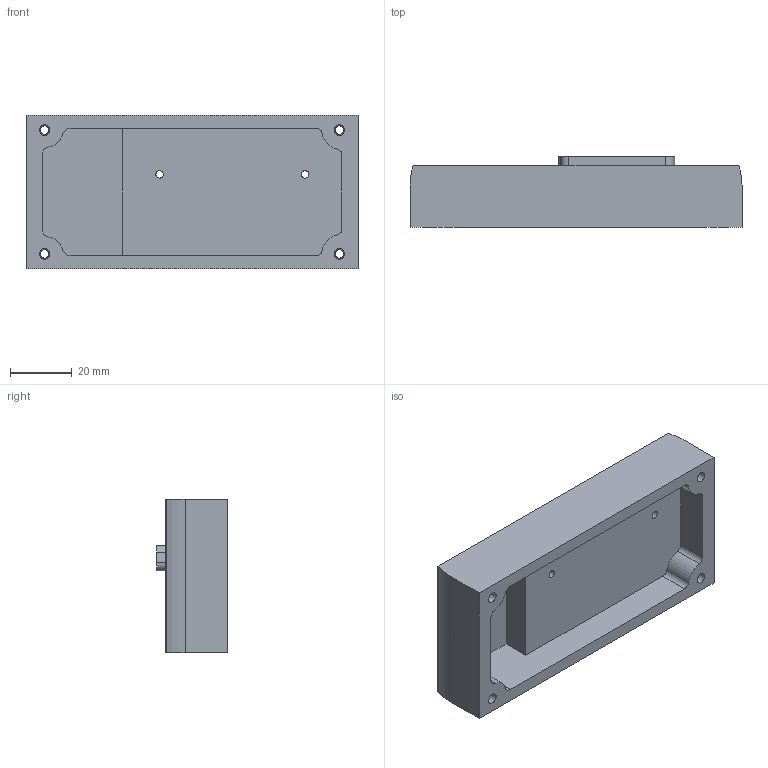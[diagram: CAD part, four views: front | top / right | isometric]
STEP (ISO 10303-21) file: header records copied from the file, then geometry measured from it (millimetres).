
FILE_DESCRIPTION(/* description */ ('STEP AP214'),/* implementation_level */ '2;1');
FILE_NAME(/* name */ '525676_CPX-AB-1-SUB-BU-25POL',/* time_stamp */ '2024-08-07T18:21:56+02:00',/* author */ ('License CC BY-ND 4.0'),/* organization */ ('CADENAS'),/* preprocessor_version */ 'ST-DEVELOPER v19.3',/* originating_system */ 'PARTsolutions',/* authorisation */ ' ');
FILE_SCHEMA (('AUTOMOTIVE_DESIGN {1 0 10303 214 3 1 1}'));
Length unit declared in the file: millimetre
Products named in the file (1): 525676 CPX-AB-1-SUB-BU-25POL
Bounding box: 107.3 x 22.8 x 49.7 mm (x, y, z)
Volume: 57713.8 mm3; surface area: 23210.3 mm2
Topology: 1 solids, 1 shells, 168 faces, 384 edges, 261 vertices
Faces by surface type: plane 81, cylinder 79, cone 8
Full cylindrical faces by diameter (mm): 1 x25, 2.459 x4, 2.8 x4, 3.2 x2, 3.4 x8, 7.5 x4
Entity records: 4346 total; most frequent: DIRECTION 802, CARTESIAN_POINT 705, ORIENTED_EDGE 604, AXIS2_PLACEMENT_3D 331, EDGE_CURVE 302, EDGE_LOOP 278, FACE_BOUND 278, VERTEX_POINT 234
